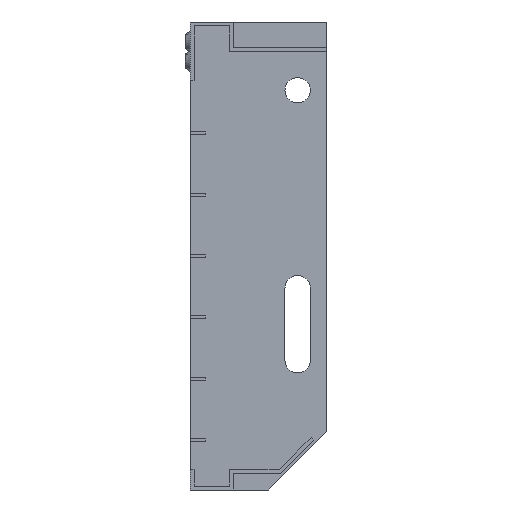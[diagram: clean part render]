
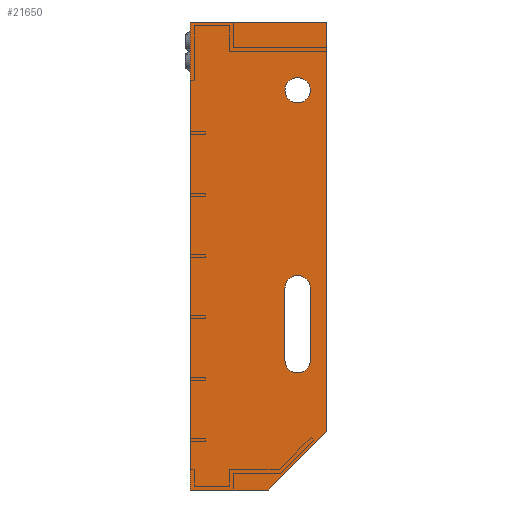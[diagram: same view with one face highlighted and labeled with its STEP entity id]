
A CAD part, left-side view. The second image highlights one B-rep face of the part: STEP entity #21650.
In plain terms, the highlighted planar face has unit normal (-1, 0, 0).
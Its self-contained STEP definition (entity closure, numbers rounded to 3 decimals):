
#168 = EDGE_CURVE ( 'NONE', #11118, #24137, #16730, .T. ) ;
#231 = AXIS2_PLACEMENT_3D ( 'NONE', #25894, #16680, #14729 ) ;
#297 = CARTESIAN_POINT ( 'NONE',  ( -400., 15., -173.5 ) ) ;
#348 = LINE ( 'NONE', #5706, #23619 ) ;
#481 = VERTEX_POINT ( 'NONE', #6875 ) ;
#596 = DIRECTION ( 'NONE',  ( 0., 0., -1. ) ) ;
#800 = FACE_BOUND ( 'NONE', #2847, .T. ) ;
#833 = CARTESIAN_POINT ( 'NONE',  ( -400., 30., -240. ) ) ;
#1088 = DIRECTION ( 'NONE',  ( 0., 0., -1. ) ) ;
#1229 = VERTEX_POINT ( 'NONE', #28671 ) ;
#1281 = CARTESIAN_POINT ( 'NONE',  ( -400., 15., -173.5 ) ) ;
#1435 = VECTOR ( 'NONE', #23197, 1000. ) ;
#1840 = VECTOR ( 'NONE', #26513, 1000. ) ;
#2171 = LINE ( 'NONE', #9177, #1435 ) ;
#2621 = LINE ( 'NONE', #17407, #26588 ) ;
#2648 = VECTOR ( 'NONE', #14907, 1000. ) ;
#2847 = EDGE_LOOP ( 'NONE', ( #23903, #23775, #21678, #6242, #21830 ) ) ;
#3066 = VERTEX_POINT ( 'NONE', #5376 ) ;
#3286 = DIRECTION ( 'NONE',  ( 0., -1., 0. ) ) ;
#3510 = EDGE_CURVE ( 'NONE', #25262, #1229, #23354, .T. ) ;
#3664 = CARTESIAN_POINT ( 'NONE',  ( -400., 8.5, -136.5 ) ) ;
#3975 = ORIENTED_EDGE ( 'NONE', *, *, #29514, .T. ) ;
#4131 = CIRCLE ( 'NONE', #22460, 6.5 ) ;
#4981 = CARTESIAN_POINT ( 'NONE',  ( -400., 15., -35. ) ) ;
#5176 = LINE ( 'NONE', #14698, #2648 ) ;
#5376 = CARTESIAN_POINT ( 'NONE',  ( -400., 70., 0. ) ) ;
#5706 = CARTESIAN_POINT ( 'NONE',  ( -400., 0., 0. ) ) ;
#5720 = AXIS2_PLACEMENT_3D ( 'NONE', #297, #19098, #596 ) ;
#5730 = LINE ( 'NONE', #28366, #29718 ) ;
#6242 = ORIENTED_EDGE ( 'NONE', *, *, #11127, .T. ) ;
#6291 = DIRECTION ( 'NONE',  ( 0., 0., -1. ) ) ;
#6875 = CARTESIAN_POINT ( 'NONE',  ( -400., 8.5, -136.5 ) ) ;
#6977 = FACE_OUTER_BOUND ( 'NONE', #21336, .T. ) ;
#7669 = ORIENTED_EDGE ( 'NONE', *, *, #14508, .F. ) ;
#8637 = EDGE_LOOP ( 'NONE', ( #19989, #3975 ) ) ;
#8838 = CARTESIAN_POINT ( 'NONE',  ( -400., 15., -35. ) ) ;
#8882 = DIRECTION ( 'NONE',  ( 0., 0., -1. ) ) ;
#9166 = FACE_BOUND ( 'NONE', #8637, .T. ) ;
#9177 = CARTESIAN_POINT ( 'NONE',  ( -400., 70., 0. ) ) ;
#9395 = DIRECTION ( 'NONE',  ( 0., 1., 0. ) ) ;
#9558 = DIRECTION ( 'NONE',  ( 1., 0., 0. ) ) ;
#10287 = ORIENTED_EDGE ( 'NONE', *, *, #17343, .F. ) ;
#10447 = EDGE_CURVE ( 'NONE', #25041, #18885, #23014, .T. ) ;
#11028 = DIRECTION ( 'NONE',  ( 1., 0., 0. ) ) ;
#11085 = CARTESIAN_POINT ( 'NONE',  ( -400., 15., -41.5 ) ) ;
#11118 = VERTEX_POINT ( 'NONE', #24037 ) ;
#11127 = EDGE_CURVE ( 'NONE', #11411, #21956, #5176, .T. ) ;
#11411 = VERTEX_POINT ( 'NONE', #11639 ) ;
#11599 = EDGE_CURVE ( 'NONE', #1229, #14834, #2621, .T. ) ;
#11639 = CARTESIAN_POINT ( 'NONE',  ( -400., 21.5, -173.5 ) ) ;
#12272 = ORIENTED_EDGE ( 'NONE', *, *, #3510, .F. ) ;
#12650 = ORIENTED_EDGE ( 'NONE', *, *, #11599, .F. ) ;
#13095 = CARTESIAN_POINT ( 'NONE',  ( -400., 70., -240. ) ) ;
#13238 = EDGE_CURVE ( 'NONE', #3066, #25262, #348, .T. ) ;
#13556 = AXIS2_PLACEMENT_3D ( 'NONE', #4981, #9558, #23367 ) ;
#14202 = EDGE_CURVE ( 'NONE', #24137, #11411, #19287, .T. ) ;
#14438 = PLANE ( 'NONE',  #231 ) ;
#14508 = EDGE_CURVE ( 'NONE', #23512, #3066, #2171, .T. ) ;
#14698 = CARTESIAN_POINT ( 'NONE',  ( -400., 21.5, -173.5 ) ) ;
#14713 = CIRCLE ( 'NONE', #25488, 6.5 ) ;
#14729 = DIRECTION ( 'NONE',  ( 0., 0., 1. ) ) ;
#14834 = VERTEX_POINT ( 'NONE', #833 ) ;
#14907 = DIRECTION ( 'NONE',  ( 0., 0., 1. ) ) ;
#15657 = LINE ( 'NONE', #3664, #1840 ) ;
#16680 = DIRECTION ( 'NONE',  ( 1., 0., 0. ) ) ;
#16730 = CIRCLE ( 'NONE', #5720, 6.5 ) ;
#16766 = CARTESIAN_POINT ( 'NONE',  ( -400., 0., 0. ) ) ;
#17183 = VECTOR ( 'NONE', #24578, 1000. ) ;
#17343 = EDGE_CURVE ( 'NONE', #14834, #23512, #5730, .T. ) ;
#17407 = CARTESIAN_POINT ( 'NONE',  ( -400., 30., -240. ) ) ;
#18885 = VERTEX_POINT ( 'NONE', #23317 ) ;
#19098 = DIRECTION ( 'NONE',  ( 1., 0., 0. ) ) ;
#19287 = CIRCLE ( 'NONE', #28312, 6.5 ) ;
#19989 = ORIENTED_EDGE ( 'NONE', *, *, #10447, .T. ) ;
#20108 = EDGE_CURVE ( 'NONE', #21956, #481, #14713, .T. ) ;
#21336 = EDGE_LOOP ( 'NONE', ( #12272, #23730, #7669, #10287, #12650 ) ) ;
#21650 = ADVANCED_FACE ( 'NONE', ( #800, #9166, #6977 ), #14438, .F. ) ;
#21678 = ORIENTED_EDGE ( 'NONE', *, *, #14202, .T. ) ;
#21681 = DIRECTION ( 'NONE',  ( 0., 0.707, -0.707 ) ) ;
#21830 = ORIENTED_EDGE ( 'NONE', *, *, #20108, .T. ) ;
#21956 = VERTEX_POINT ( 'NONE', #27783 ) ;
#22460 = AXIS2_PLACEMENT_3D ( 'NONE', #8838, #27404, #6291 ) ;
#23014 = CIRCLE ( 'NONE', #13556, 6.5 ) ;
#23197 = DIRECTION ( 'NONE',  ( 0., 0., 1. ) ) ;
#23317 = CARTESIAN_POINT ( 'NONE',  ( -400., 15., -28.5 ) ) ;
#23354 = LINE ( 'NONE', #24876, #17183 ) ;
#23367 = DIRECTION ( 'NONE',  ( 0., 0., -1. ) ) ;
#23512 = VERTEX_POINT ( 'NONE', #13095 ) ;
#23619 = VECTOR ( 'NONE', #3286, 1000. ) ;
#23730 = ORIENTED_EDGE ( 'NONE', *, *, #13238, .F. ) ;
#23775 = ORIENTED_EDGE ( 'NONE', *, *, #168, .T. ) ;
#23903 = ORIENTED_EDGE ( 'NONE', *, *, #24513, .T. ) ;
#24037 = CARTESIAN_POINT ( 'NONE',  ( -400., 8.5, -173.5 ) ) ;
#24137 = VERTEX_POINT ( 'NONE', #27438 ) ;
#24333 = DIRECTION ( 'NONE',  ( 1., 0., 0. ) ) ;
#24513 = EDGE_CURVE ( 'NONE', #481, #11118, #15657, .T. ) ;
#24578 = DIRECTION ( 'NONE',  ( 0., 0., -1. ) ) ;
#24876 = CARTESIAN_POINT ( 'NONE',  ( -400., 0., -210. ) ) ;
#25041 = VERTEX_POINT ( 'NONE', #11085 ) ;
#25262 = VERTEX_POINT ( 'NONE', #16766 ) ;
#25488 = AXIS2_PLACEMENT_3D ( 'NONE', #27051, #11028, #8882 ) ;
#25894 = CARTESIAN_POINT ( 'NONE',  ( -400., 0., 0. ) ) ;
#26513 = DIRECTION ( 'NONE',  ( 0., 0., -1. ) ) ;
#26588 = VECTOR ( 'NONE', #21681, 1000. ) ;
#27051 = CARTESIAN_POINT ( 'NONE',  ( -400., 15., -136.5 ) ) ;
#27404 = DIRECTION ( 'NONE',  ( 1., 0., 0. ) ) ;
#27438 = CARTESIAN_POINT ( 'NONE',  ( -400., 15., -180. ) ) ;
#27783 = CARTESIAN_POINT ( 'NONE',  ( -400., 21.5, -136.5 ) ) ;
#28312 = AXIS2_PLACEMENT_3D ( 'NONE', #1281, #24333, #1088 ) ;
#28366 = CARTESIAN_POINT ( 'NONE',  ( -400., 70., -240. ) ) ;
#28671 = CARTESIAN_POINT ( 'NONE',  ( -400., 0., -210. ) ) ;
#29514 = EDGE_CURVE ( 'NONE', #18885, #25041, #4131, .T. ) ;
#29718 = VECTOR ( 'NONE', #9395, 1000. ) ;
